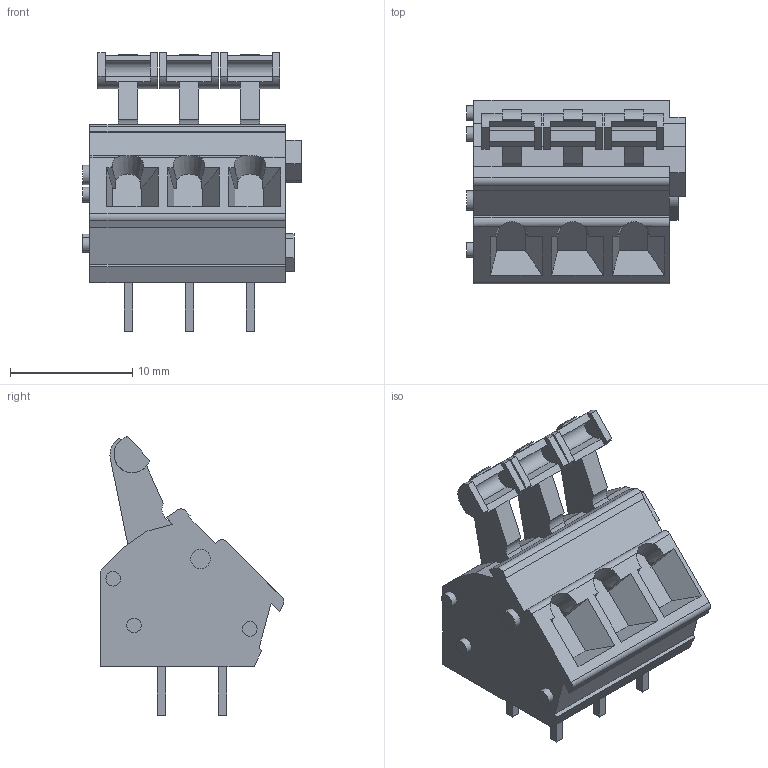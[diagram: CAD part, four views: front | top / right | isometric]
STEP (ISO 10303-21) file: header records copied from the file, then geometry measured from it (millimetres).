
FILE_DESCRIPTION(/* description */ (''),/* implementation_level */ '2;1');
FILE_NAME(/* name */ 'WAGO_256-403.stp',/* time_stamp */ '2015-11-13T16:39:33+01:00',/* author */ ('bcivel'),/* organization */ (''),/* preprocessor_version */ 'ST-DEVELOPER v15.5',/* originating_system */ 'AutoCAD Mechanical',/* authorisation */ '');
FILE_SCHEMA (('AUTOMOTIVE_DESIGN { 1 0 10303 214 3 1 1 }'));
Length unit declared in the file: millimetre
Products named in the file (1): Product
Bounding box: 17.9 x 15.03 x 22.81 mm (x, y, z)
Surface area: 1673.5 mm2 (no closed solid volume)
Topology: 0 solids, 199 shells, 199 faces, 1074 edges, 1070 vertices
Faces by surface type: plane 167, cylinder 29, cone 3
Full cylindrical faces by diameter (mm): 1.2 x3, 1.6 x1
Entity records: 11088 total; most frequent: CARTESIAN_POINT 2454, DIRECTION 1646, VERTEX_POINT 1070, EDGE_CURVE 1070, ORIENTED_EDGE 1070, LINE 858, VECTOR 858, AXIS2_PLACEMENT_3D 394
